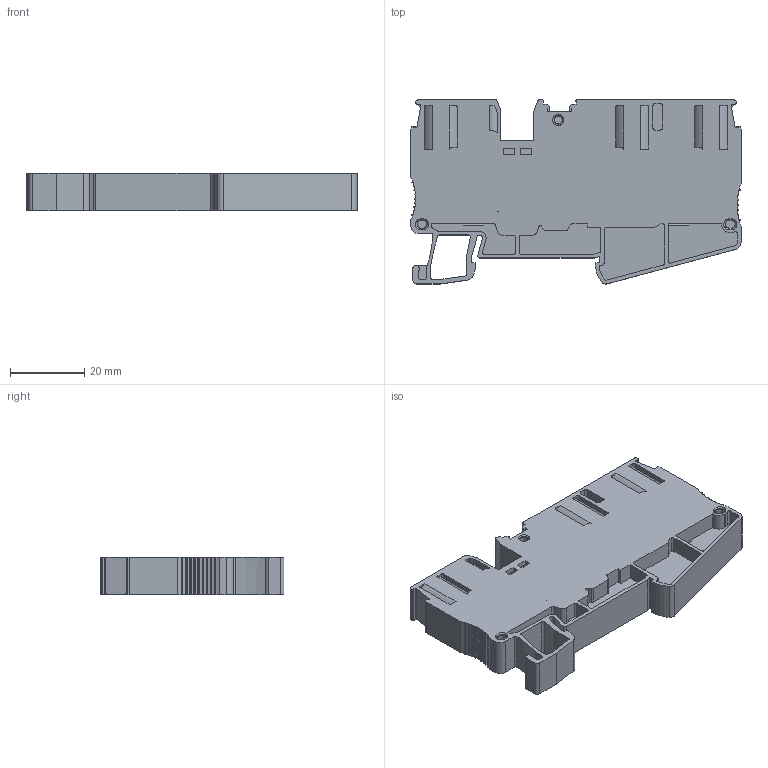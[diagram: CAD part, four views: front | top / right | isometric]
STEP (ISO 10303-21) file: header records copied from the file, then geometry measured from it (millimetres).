
FILE_DESCRIPTION((''),'2;1');
FILE_NAME('00123','2021-10-27T',('Administrator'),(''),'PRO/ENGINEER BY PARAMETRIC TECHNOLOGY CORPORATION, 2013230','PRO/ENGINEER BY PARAMETRIC TECHNOLOGY CORPORATION, 2013230','');
FILE_SCHEMA(('CONFIG_CONTROL_DESIGN'));
Length unit declared in the file: millimetre
Products named in the file (1): 00123
Bounding box: 89 x 49.6 x 10.2 mm (x, y, z)
Volume: 27086.5 mm3; surface area: 18084.8 mm2
Topology: 1 solids, 1 shells, 829 faces, 2268 edges, 1480 vertices
Faces by surface type: plane 541, cylinder 253, cone 24, torus 7, sphere 4
Entity records: 26758 total; most frequent: CARTESIAN_POINT 5390, ORIENTED_EDGE 4536, DIRECTION 4340, EDGE_CURVE 2268, VECTOR 1680, LINE 1680, VERTEX_POINT 1480, AXIS2_PLACEMENT_3D 1330
